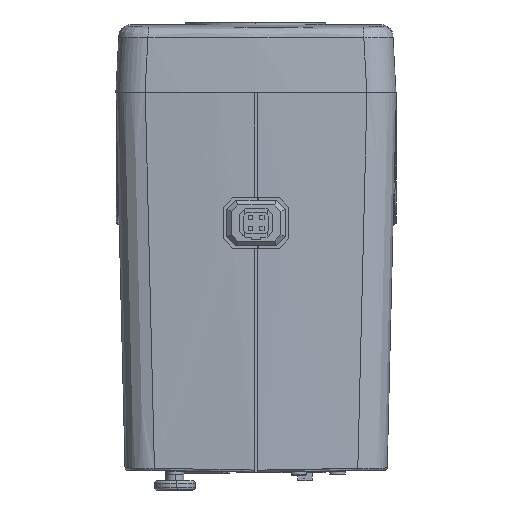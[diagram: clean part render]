
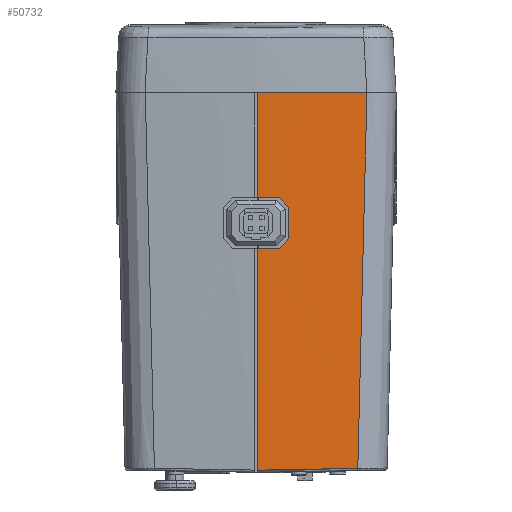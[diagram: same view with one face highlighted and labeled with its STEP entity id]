
A CAD part, left-side view. The second image highlights one B-rep face of the part: STEP entity #50732.
In plain terms, the highlighted cylindrical face has radius 321 mm (diameter 642 mm), a partial arc.
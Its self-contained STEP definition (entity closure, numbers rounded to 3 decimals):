
#7470=CARTESIAN_POINT('',(-35.21,-22.56,
-97.415));
#7607=CARTESIAN_POINT('',(285.,-0.05,-14.3));
#7608=DIRECTION('',(0.,0.,1.));
#7609=DIRECTION('',(-1.,-0.001,0.));
#7610=AXIS2_PLACEMENT_3D('',#7607,#7608,#7609);
#7642=CARTESIAN_POINT('',(-36.,-0.45,
-97.8));
#7643=CARTESIAN_POINT('',(-35.997,-2.909,
-97.759));
#7644=CARTESIAN_POINT('',(-35.934,-7.827,
-97.67));
#7645=CARTESIAN_POINT('',(-35.671,-15.198,
-97.544));
#7646=CARTESIAN_POINT('',(-35.382,-20.107,
-97.455));
#7647=CARTESIAN_POINT('',(-35.21,-22.56,
-97.415));
#7649=DIRECTION('',(0.,0.,-1.));
#7650=VECTOR('',#7649,48.95);
#7651=CARTESIAN_POINT('',(-36.,-0.45,-48.85));
#7652=LINE('',#7651,#7650);
#7653=DIRECTION('',(0.,0.,-1.));
#7654=VECTOR('',#7653,7.022);
#7655=CARTESIAN_POINT('',(-35.918,-7.3,-39.589));
#7656=LINE('',#7655,#7654);
#7657=DIRECTION('',(0.,0.,-1.));
#7658=VECTOR('',#7657,23.05);
#7659=CARTESIAN_POINT('',(-36.,-0.45,-14.3));
#7660=LINE('',#7659,#7658);
#7661=DIRECTION('',(0.002,-0.024,1.));
#7662=VECTOR('',#7661,83.139);
#7663=CARTESIAN_POINT('',(-35.21,-22.56,
-97.415));
#7664=LINE('',#7663,#7662);
#7669=CARTESIAN_POINT('',(-36.,-0.45,-48.85));
#7670=CARTESIAN_POINT('',(-35.998,-2.067,
-48.794));
#7671=CARTESIAN_POINT('',(-35.984,-3.684,
-48.737));
#7672=CARTESIAN_POINT('',(-35.957,-5.301,
-48.681));
#8292=CARTESIAN_POINT('',(-35.957,-5.301,
-37.519));
#8293=CARTESIAN_POINT('',(-35.984,-3.684,
-37.463));
#8294=CARTESIAN_POINT('',(-35.998,-2.067,
-37.406));
#8295=CARTESIAN_POINT('',(-36.,-0.45,-37.35));
#10857=CARTESIAN_POINT('',(-35.918,-7.3,-39.589));
#10858=CARTESIAN_POINT('',(-35.933,-6.634,
-38.899));
#10859=CARTESIAN_POINT('',(-35.946,-5.967,
-38.209));
#10860=CARTESIAN_POINT('',(-35.957,-5.301,
-37.519));
#10866=CARTESIAN_POINT('',(-35.957,-5.301,
-48.681));
#10867=CARTESIAN_POINT('',(-35.946,-5.967,
-47.991));
#10868=CARTESIAN_POINT('',(-35.933,-6.634,
-47.301));
#10869=CARTESIAN_POINT('',(-35.918,-7.3,-46.611));
#31779=CARTESIAN_POINT('',(-35.918,-7.3,-39.589));
#31780=CARTESIAN_POINT('',(-35.918,-7.3,-46.611));
#31781=VERTEX_POINT('',#31779);
#31782=VERTEX_POINT('',#31780);
#31800=VERTEX_POINT('',#7470);
#31801=VERTEX_POINT('',#7642);
#31809=CARTESIAN_POINT('',(-35.061,-24.583,
-14.3));
#31810=VERTEX_POINT('',#31809);
#31811=CARTESIAN_POINT('',(-36.,-0.45,-14.3));
#31812=VERTEX_POINT('',#31811);
#31813=CARTESIAN_POINT('',(-36.,-0.45,-37.35));
#31814=VERTEX_POINT('',#31813);
#31815=VERTEX_POINT('',#8292);
#31816=VERTEX_POINT('',#10866);
#31817=VERTEX_POINT('',#7669);
#50709=CARTESIAN_POINT('',(285.,-0.05,-98.3));
#50710=DIRECTION('',(0.,0.,-1.));
#50711=DIRECTION('',(0.,-1.,0.));
#50712=AXIS2_PLACEMENT_3D('',#50709,#50710,#50711);
#50713=CYLINDRICAL_SURFACE('',#50712,321.);
#50714=ORIENTED_EDGE('',*,*,#50044,.F.);
#50715=ORIENTED_EDGE('',*,*,#50061,.F.);
#50717=ORIENTED_EDGE('',*,*,#50716,.T.);
#50719=ORIENTED_EDGE('',*,*,#50718,.T.);
#50721=ORIENTED_EDGE('',*,*,#50720,.F.);
#50723=ORIENTED_EDGE('',*,*,#50722,.T.);
#50725=ORIENTED_EDGE('',*,*,#50724,.T.);
#50726=ORIENTED_EDGE('',*,*,#50700,.F.);
#50727=ORIENTED_EDGE('',*,*,#50661,.T.);
#50729=ORIENTED_EDGE('',*,*,#50728,.F.);
#50730=EDGE_LOOP('',(#50714,#50715,#50717,#50719,#50721,#50723,#50725,#50726,
#50727,#50729));
#50731=FACE_OUTER_BOUND('',#50730,.F.);
#50732=ADVANCED_FACE('',(#50731),#50713,.T.);
#7611=CIRCLE('',#7610,321.);
#7648=B_SPLINE_CURVE_WITH_KNOTS('',3,(#7642,#7643,#7644,#7645,#7646,#7647),
.UNSPECIFIED.,.F.,.F.,(4,1,1,4),(0.,0.333,0.667,1.),
.UNSPECIFIED.);
#7673=B_SPLINE_CURVE_WITH_KNOTS('',3,(#7669,#7670,#7671,#7672),.UNSPECIFIED.,
.F.,.F.,(4,4),(0.,1.),.UNSPECIFIED.);
#8296=B_SPLINE_CURVE_WITH_KNOTS('',3,(#8292,#8293,#8294,#8295),.UNSPECIFIED.,
.F.,.F.,(4,4),(0.,1.),.UNSPECIFIED.);
#10861=B_SPLINE_CURVE_WITH_KNOTS('',3,(#10857,#10858,#10859,#10860),
.UNSPECIFIED.,.F.,.F.,(4,4),(0.,1.),.UNSPECIFIED.);
#10870=B_SPLINE_CURVE_WITH_KNOTS('',3,(#10866,#10867,#10868,#10869),
.UNSPECIFIED.,.F.,.F.,(4,4),(0.,1.),.UNSPECIFIED.);
#50044=EDGE_CURVE('',#31801,#31800,#7648,.T.);
#50061=EDGE_CURVE('',#31817,#31801,#7652,.T.);
#50661=EDGE_CURVE('',#31812,#31810,#7611,.T.);
#50700=EDGE_CURVE('',#31812,#31814,#7660,.T.);
#50716=EDGE_CURVE('',#31817,#31816,#7673,.T.);
#50718=EDGE_CURVE('',#31816,#31782,#10870,.T.);
#50720=EDGE_CURVE('',#31781,#31782,#7656,.T.);
#50722=EDGE_CURVE('',#31781,#31815,#10861,.T.);
#50724=EDGE_CURVE('',#31815,#31814,#8296,.T.);
#50728=EDGE_CURVE('',#31800,#31810,#7664,.T.);
